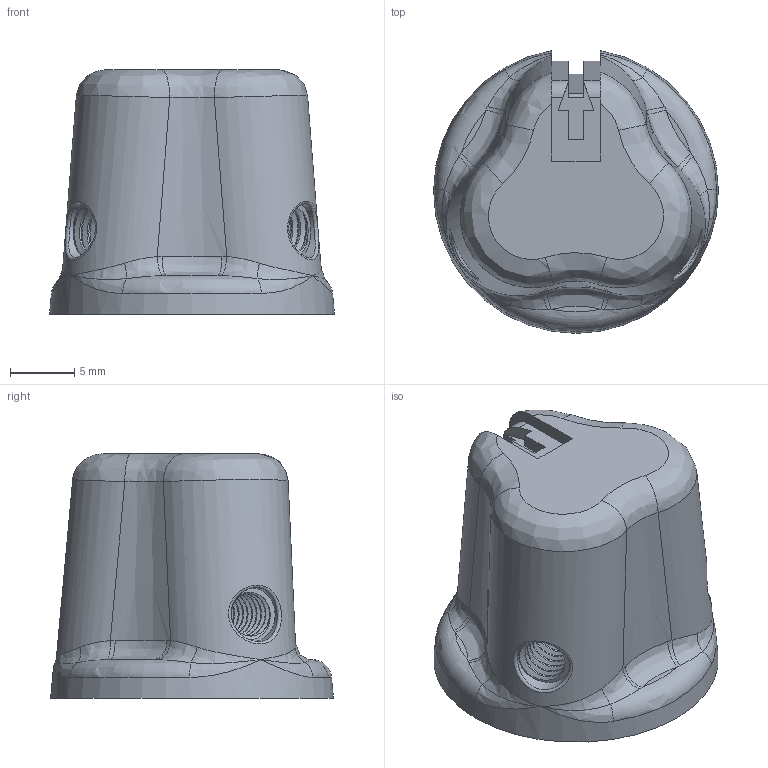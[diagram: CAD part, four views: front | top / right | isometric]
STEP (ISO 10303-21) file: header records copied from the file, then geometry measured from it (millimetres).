
FILE_DESCRIPTION(/* description */ (''),/* implementation_level */ '2;1');
FILE_NAME(/* name */ 'MS21385-TT151 - Marking.step',/* time_stamp */ '2025-04-18T22:22:42+08:00',/* author */ (''),/* organization */ (''),/* preprocessor_version */ 'ST-DEVELOPER v20.1',/* originating_system */ 'Autodesk Translation Framework v14.4.0.0',/* authorisation */ '');
FILE_SCHEMA (('AUTOMOTIVE_DESIGN { 1 0 10303 214 3 1 1 }'));
Length unit declared in the file: millimetre
Products named in the file (1): Knob 3_MS21385-TT151
Bounding box: 22.23 x 22.06 x 19.05 mm (x, y, z)
Volume: 4374.7 mm3; surface area: 2328.4 mm2
Topology: 1 solids, 1 shells, 127 faces, 343 edges, 214 vertices
Faces by surface type: cylinder 52, bspline 43, plane 27, torus 3, cone 2
Full cylindrical faces by diameter (mm): 3.332 x14, 4.109 x14, 4.2 x4, 6.1 x1
Entity records: 8794 total; most frequent: CARTESIAN_POINT 6009, ORIENTED_EDGE 670, DIRECTION 414, EDGE_CURVE 335, VERTEX_POINT 214, B_SPLINE_CURVE_WITH_KNOTS 160, AXIS2_PLACEMENT_3D 156, EDGE_LOOP 135
